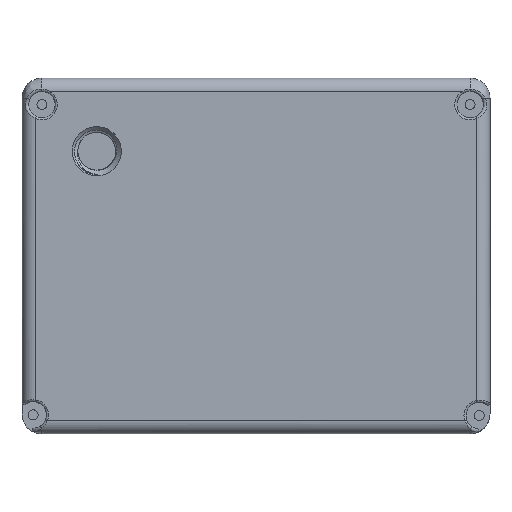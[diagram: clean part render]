
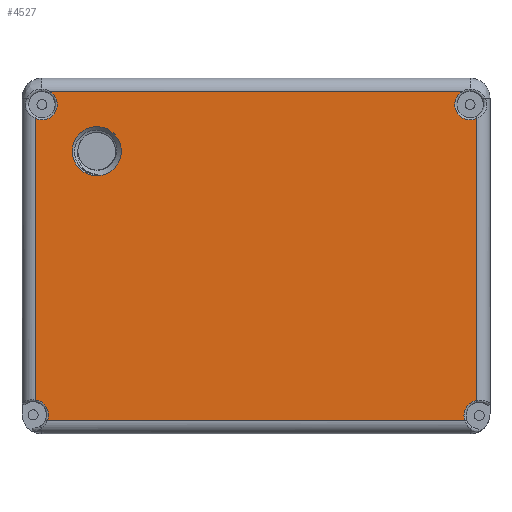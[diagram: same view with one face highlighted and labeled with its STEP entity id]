
A CAD part, front view. The second image highlights one B-rep face of the part: STEP entity #4527.
In plain terms, the highlighted planar face has unit normal (0, -1, 0).
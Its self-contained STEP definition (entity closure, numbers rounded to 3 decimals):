
#275=FACE_BOUND('',#738,.T.);
#457=FACE_OUTER_BOUND('',#737,.T.);
#737=EDGE_LOOP('',(#3813,#3814,#3815,#3816,#3817,#3818,#3819,#3820));
#738=EDGE_LOOP('',(#3821));
#1181=LINE('',#8017,#1585);
#1182=LINE('',#8021,#1586);
#1183=LINE('',#8025,#1587);
#1184=LINE('',#8029,#1588);
#1585=VECTOR('',#6048,10.);
#1586=VECTOR('',#6051,10.);
#1587=VECTOR('',#6054,10.);
#1588=VECTOR('',#6057,10.);
#1756=CIRCLE('',#4975,2.3);
#1757=CIRCLE('',#4976,2.3);
#1758=CIRCLE('',#4977,2.3);
#1759=CIRCLE('',#4978,2.3);
#1760=CIRCLE('',#4979,3.7);
#2157=VERTEX_POINT('',#8015);
#2158=VERTEX_POINT('',#8016);
#2159=VERTEX_POINT('',#8018);
#2160=VERTEX_POINT('',#8020);
#2161=VERTEX_POINT('',#8022);
#2162=VERTEX_POINT('',#8024);
#2163=VERTEX_POINT('',#8026);
#2164=VERTEX_POINT('',#8028);
#2165=VERTEX_POINT('',#8031);
#2739=EDGE_CURVE('',#2157,#2158,#1181,.T.);
#2740=EDGE_CURVE('',#2159,#2157,#1756,.T.);
#2741=EDGE_CURVE('',#2160,#2159,#1182,.T.);
#2742=EDGE_CURVE('',#2161,#2160,#1757,.T.);
#2743=EDGE_CURVE('',#2162,#2161,#1183,.T.);
#2744=EDGE_CURVE('',#2163,#2162,#1758,.T.);
#2745=EDGE_CURVE('',#2164,#2163,#1184,.T.);
#2746=EDGE_CURVE('',#2158,#2164,#1759,.T.);
#2747=EDGE_CURVE('',#2165,#2165,#1760,.T.);
#3813=ORIENTED_EDGE('',*,*,#2739,.F.);
#3814=ORIENTED_EDGE('',*,*,#2740,.F.);
#3815=ORIENTED_EDGE('',*,*,#2741,.F.);
#3816=ORIENTED_EDGE('',*,*,#2742,.F.);
#3817=ORIENTED_EDGE('',*,*,#2743,.F.);
#3818=ORIENTED_EDGE('',*,*,#2744,.F.);
#3819=ORIENTED_EDGE('',*,*,#2745,.F.);
#3820=ORIENTED_EDGE('',*,*,#2746,.F.);
#3821=ORIENTED_EDGE('',*,*,#2747,.T.);
#4335=PLANE('',#4974);
#4527=ADVANCED_FACE('',(#457,#275),#4335,.T.);
#4974=AXIS2_PLACEMENT_3D('',#8014,#6046,#6047);
#4975=AXIS2_PLACEMENT_3D('',#8019,#6049,#6050);
#4976=AXIS2_PLACEMENT_3D('',#8023,#6052,#6053);
#4977=AXIS2_PLACEMENT_3D('',#8027,#6055,#6056);
#4978=AXIS2_PLACEMENT_3D('',#8030,#6058,#6059);
#4979=AXIS2_PLACEMENT_3D('',#8032,#6060,#6061);
#6046=DIRECTION('center_axis',(0.,-1.,0.));
#6047=DIRECTION('ref_axis',(1.,0.,0.));
#6048=DIRECTION('',(-1.,0.,0.));
#6049=DIRECTION('center_axis',(0.,-1.,0.));
#6050=DIRECTION('ref_axis',(-0.88,0.,0.475));
#6051=DIRECTION('',(0.,0.,-1.));
#6052=DIRECTION('center_axis',(0.,-1.,0.));
#6053=DIRECTION('ref_axis',(-0.966,0.,-0.259));
#6054=DIRECTION('',(1.,0.,0.));
#6055=DIRECTION('center_axis',(0.,-1.,0.));
#6056=DIRECTION('ref_axis',(0.966,0.,-0.259));
#6057=DIRECTION('',(0.,0.,1.));
#6058=DIRECTION('center_axis',(0.,-1.,0.));
#6059=DIRECTION('ref_axis',(0.886,0.,0.463));
#6060=DIRECTION('center_axis',(0.,1.,0.));
#6061=DIRECTION('ref_axis',(0.966,0.,-0.259));
#8014=CARTESIAN_POINT('Origin',(8.732,-18.,14.997));
#8015=CARTESIAN_POINT('',(40.191,-18.,-9.803));
#8016=CARTESIAN_POINT('',(-22.708,-18.,-9.803));
#8017=CARTESIAN_POINT('',(-7.393,-18.,-9.803));
#8018=CARTESIAN_POINT('',(41.982,-18.,-6.774));
#8019=CARTESIAN_POINT('Origin',(42.361,-18.,-9.043));
#8020=CARTESIAN_POINT('',(41.982,-18.,35.726));
#8021=CARTESIAN_POINT('',(41.982,-18.,3.097));
#8022=CARTESIAN_POINT('',(39.846,-18.,39.797));
#8023=CARTESIAN_POINT('Origin',(40.982,-18.,37.797));
#8024=CARTESIAN_POINT('',(-22.382,-18.,39.797));
#8025=CARTESIAN_POINT('',(24.857,-18.,39.797));
#8026=CARTESIAN_POINT('',(-24.518,-18.,35.726));
#8027=CARTESIAN_POINT('Origin',(-23.518,-18.,37.797));
#8028=CARTESIAN_POINT('',(-24.518,-18.,-6.66));
#8029=CARTESIAN_POINT('',(-24.518,-18.,26.897));
#8030=CARTESIAN_POINT('Origin',(-24.838,-18.,-8.937));
#8031=CARTESIAN_POINT('',(-11.686,-18.,29.823));
#8032=CARTESIAN_POINT('Origin',(-15.26,-18.,30.78));
